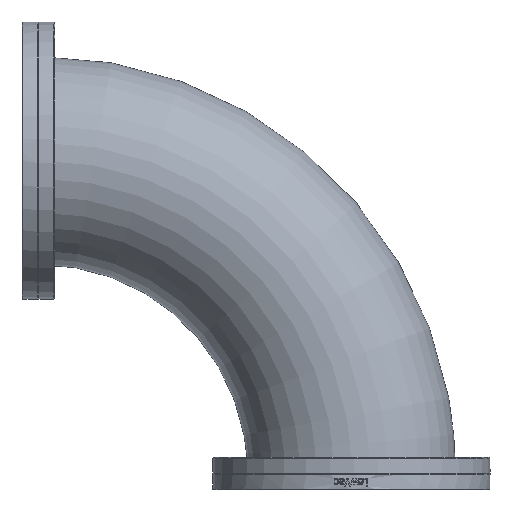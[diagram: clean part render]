
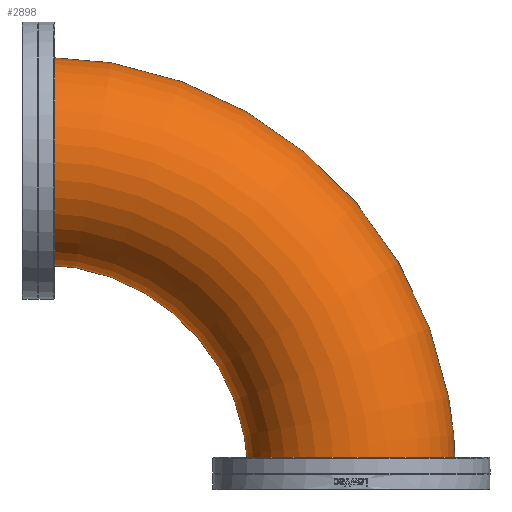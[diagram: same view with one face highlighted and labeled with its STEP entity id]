
A CAD part, left-side view. The second image highlights one B-rep face of the part: STEP entity #2898.
In plain terms, the highlighted toroidal (fillet/blend) face has major radius 228.6 mm and minor radius 76.2 mm.
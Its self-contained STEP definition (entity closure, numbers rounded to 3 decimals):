
#45=TOROIDAL_SURFACE('',#3284,228.6,76.2);
#622=FACE_BOUND('',#1111,.T.);
#802=FACE_OUTER_BOUND('',#1110,.T.);
#1110=EDGE_LOOP('',(#2667));
#1111=EDGE_LOOP('',(#2668));
#1280=CIRCLE('',#3285,76.2);
#1281=CIRCLE('',#3286,76.2);
#1561=VERTEX_POINT('',#16853);
#1562=VERTEX_POINT('',#16855);
#1931=EDGE_CURVE('',#1561,#1561,#1280,.T.);
#1932=EDGE_CURVE('',#1562,#1562,#1281,.T.);
#2667=ORIENTED_EDGE('',*,*,#1931,.F.);
#2668=ORIENTED_EDGE('',*,*,#1932,.T.);
#2898=ADVANCED_FACE('',(#802,#622),#45,.T.);
#3284=AXIS2_PLACEMENT_3D('',#16852,#3997,#3998);
#3285=AXIS2_PLACEMENT_3D('',#16854,#3999,#4000);
#3286=AXIS2_PLACEMENT_3D('',#16856,#4001,#4002);
#3997=DIRECTION('center_axis',(0.,0.,-1.));
#3998=DIRECTION('ref_axis',(-1.,0.,0.));
#3999=DIRECTION('center_axis',(1.,0.,0.));
#4000=DIRECTION('ref_axis',(0.,1.,0.));
#4001=DIRECTION('center_axis',(0.,1.,0.));
#4002=DIRECTION('ref_axis',(-1.,0.,0.));
#16852=CARTESIAN_POINT('Origin',(0.,0.,0.));
#16853=CARTESIAN_POINT('',(0.,152.4,0.));
#16854=CARTESIAN_POINT('Origin',(0.,228.6,0.));
#16855=CARTESIAN_POINT('',(-152.4,0.,0.));
#16856=CARTESIAN_POINT('Origin',(-228.6,0.,0.));
